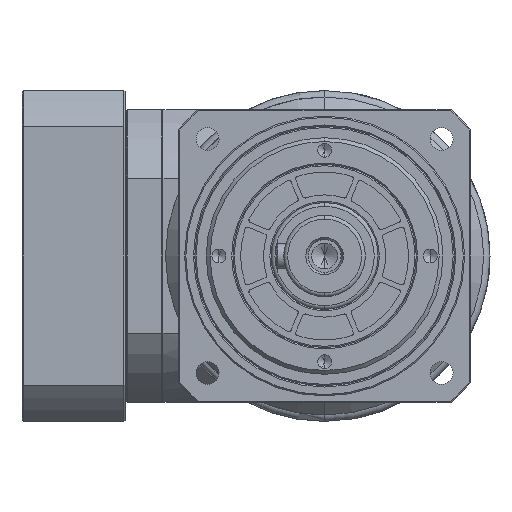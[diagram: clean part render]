
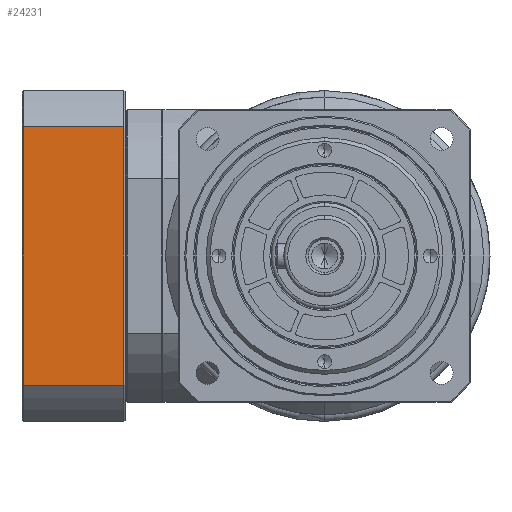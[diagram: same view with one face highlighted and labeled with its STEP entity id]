
A CAD part, left-side view. The second image highlights one B-rep face of the part: STEP entity #24231.
In plain terms, the highlighted face is planar.
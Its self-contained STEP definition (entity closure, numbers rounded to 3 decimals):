
#22848=DIRECTION('',(-1.,0.,0.));
#22849=VECTOR('',#22848,39.5);
#22850=CARTESIAN_POINT('',(40.,-50.806,65.));
#22851=LINE('',#22850,#22849);
#22883=DIRECTION('',(0.,-1.,0.));
#22884=VECTOR('',#22883,101.612);
#22885=CARTESIAN_POINT('',(40.,50.806,65.));
#22886=LINE('',#22885,#22884);
#22906=DIRECTION('',(1.,0.,0.));
#22907=VECTOR('',#22906,39.5);
#22908=CARTESIAN_POINT('',(0.5,50.806,65.));
#22909=LINE('',#22908,#22907);
#22914=DIRECTION('',(0.,1.,0.));
#22915=VECTOR('',#22914,101.612);
#22916=CARTESIAN_POINT('',(0.5,-50.806,65.));
#22917=LINE('',#22916,#22915);
#23863=CARTESIAN_POINT('',(40.,50.806,65.));
#23864=CARTESIAN_POINT('',(40.,-50.806,65.));
#23865=VERTEX_POINT('',#23863);
#23866=VERTEX_POINT('',#23864);
#23931=CARTESIAN_POINT('',(0.5,-50.806,65.));
#23932=CARTESIAN_POINT('',(0.5,50.806,65.));
#23933=VERTEX_POINT('',#23931);
#23934=VERTEX_POINT('',#23932);
#24219=CARTESIAN_POINT('',(0.,-65.,65.));
#24220=DIRECTION('',(0.,0.,1.));
#24221=DIRECTION('',(1.,0.,0.));
#24222=AXIS2_PLACEMENT_3D('',#24219,#24220,#24221);
#24223=PLANE('',#24222);
#24224=ORIENTED_EDGE('',*,*,#24209,.T.);
#24225=ORIENTED_EDGE('',*,*,#24184,.T.);
#24226=ORIENTED_EDGE('',*,*,#24123,.T.);
#24228=ORIENTED_EDGE('',*,*,#24227,.T.);
#24229=EDGE_LOOP('',(#24224,#24225,#24226,#24228));
#24230=FACE_OUTER_BOUND('',#24229,.F.);
#24231=ADVANCED_FACE('',(#24230),#24223,.T.);
#24123=EDGE_CURVE('',#23866,#23933,#22851,.T.);
#24184=EDGE_CURVE('',#23865,#23866,#22886,.T.);
#24209=EDGE_CURVE('',#23934,#23865,#22909,.T.);
#24227=EDGE_CURVE('',#23933,#23934,#22917,.T.);
